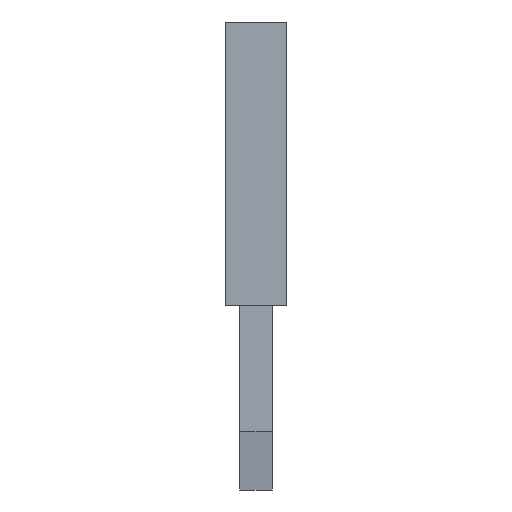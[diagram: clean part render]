
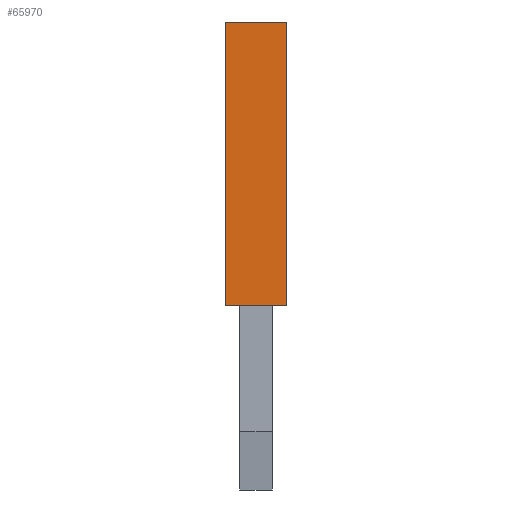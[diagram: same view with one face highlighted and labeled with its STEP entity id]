
A CAD part, left-side view. The second image highlights one B-rep face of the part: STEP entity #65970.
In plain terms, the highlighted face is planar.
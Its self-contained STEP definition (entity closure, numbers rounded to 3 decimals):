
#5650=CARTESIAN_POINT('',(5.607,-9.175,
15.76));
#5660=VERTEX_POINT('',#5650);
#5690=CARTESIAN_POINT('',(5.607,-12.605,15.76))
;
#5700=DIRECTION('',(0.,-1.,0.));
#5710=VECTOR('',#5700,1.);
#5720=LINE('',#5690,#5710);
#5730=CARTESIAN_POINT('',(5.607,-23.075,
15.76));
#5740=VERTEX_POINT('',#5730);
#5750=EDGE_CURVE('',#5660,#5740,#5720,.T.);
#22360=CARTESIAN_POINT('',(2.607,-23.075,
15.76));
#22370=VERTEX_POINT('',#22360);
#22400=CARTESIAN_POINT('',(2.607,-12.605,15.76)
);
#22410=DIRECTION('',(0.,1.,0.));
#22420=VECTOR('',#22410,1.);
#22430=LINE('',#22400,#22420);
#22440=CARTESIAN_POINT('',(2.607,-9.175,
15.76));
#22450=VERTEX_POINT('',#22440);
#22460=EDGE_CURVE('',#22370,#22450,#22430,.T.);
#65760=CARTESIAN_POINT('',(4.286,-14.121,
15.76));
#65770=DIRECTION('',(0.,0.,1.));
#65780=DIRECTION('',(1.,0.,0.));
#65790=AXIS2_PLACEMENT_3D('',#65760,#65770,#65780);
#65800=PLANE('',#65790);
#65810=ORIENTED_EDGE('',*,*,#5750,.T.);
#65820=CARTESIAN_POINT('',(2.607,-9.175,
15.76));
#65830=DIRECTION('',(1.,0.,0.));
#65840=VECTOR('',#65830,1.);
#65850=LINE('',#65820,#65840);
#65860=EDGE_CURVE('',#22450,#5660,#65850,.T.);
#65870=ORIENTED_EDGE('',*,*,#65860,.T.);
#65880=ORIENTED_EDGE('',*,*,#22460,.T.);
#65890=CARTESIAN_POINT('',(2.607,-23.075,
15.76));
#65900=DIRECTION('',(1.,0.,0.));
#65910=VECTOR('',#65900,1.);
#65920=LINE('',#65890,#65910);
#65930=EDGE_CURVE('',#22370,#5740,#65920,.T.);
#65940=ORIENTED_EDGE('',*,*,#65930,.F.);
#65950=EDGE_LOOP('',(#65940,#65880,#65870,#65810));
#65960=FACE_OUTER_BOUND('',#65950,.T.);
#65970=ADVANCED_FACE('',(#65960),#65800,.F.);
